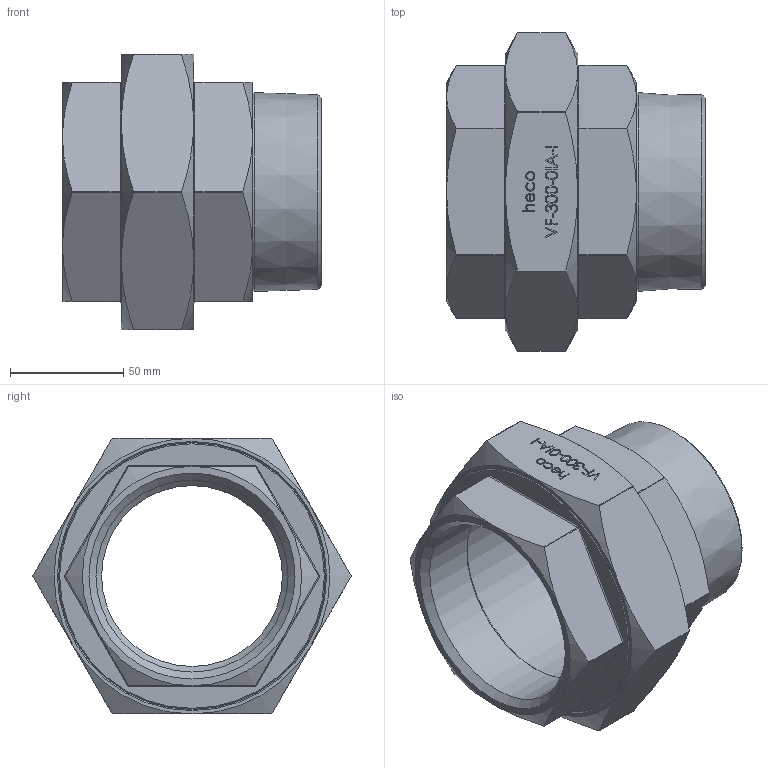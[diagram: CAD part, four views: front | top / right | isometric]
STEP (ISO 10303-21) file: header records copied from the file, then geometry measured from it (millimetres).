
FILE_DESCRIPTION (( 'STEP AP214' ), '1' );
FILE_NAME ('heco_VF-300-0IA-I.STEP', '2016-07-07T06:24:51', ( '' ), ( '' ), 'SwSTEP 2.0', 'SolidWorks 2011', '' );
FILE_SCHEMA (( 'AUTOMOTIVE_DESIGN' ));
Length unit declared in the file: millimetre
Products named in the file (1): heco_VF-300-0IA-I
Bounding box: 114.5 x 140.78 x 122.05 mm (x, y, z)
Volume: 356909.3 mm3; surface area: 83082.6 mm2
Topology: 1 solids, 1 shells, 271 faces, 665 edges, 413 vertices
Faces by surface type: plane 113, bspline 88, cylinder 37, cone 32, torus 1
Full cylindrical faces by diameter (mm): 80 x1, 84.926 x1, 87.884 x1, 88.284 x1, 116 x1, 117.4 x1, 118 x1
Entity records: 14247 total; most frequent: CARTESIAN_POINT 7060, ORIENTED_EDGE 1268, DIRECTION 788, EDGE_CURVE 634, VERTEX_POINT 410, LINE 328, VECTOR 328, EDGE_LOOP 318
